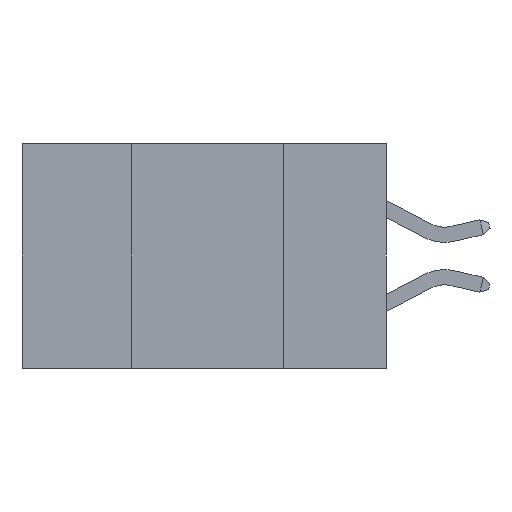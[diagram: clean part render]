
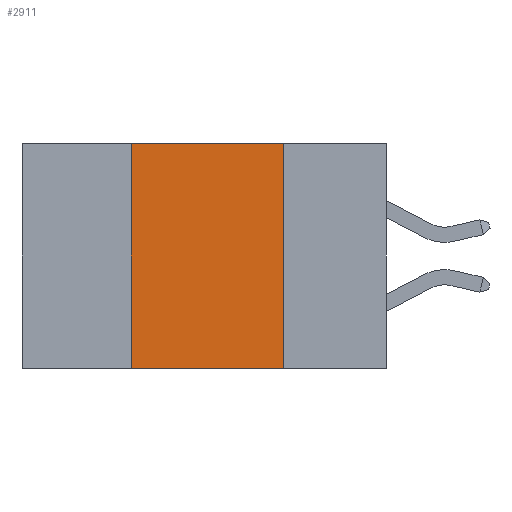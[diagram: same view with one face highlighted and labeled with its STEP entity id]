
A CAD part, left-side view. The second image highlights one B-rep face of the part: STEP entity #2911.
In plain terms, the highlighted planar face has unit normal (-1, 0, 0).
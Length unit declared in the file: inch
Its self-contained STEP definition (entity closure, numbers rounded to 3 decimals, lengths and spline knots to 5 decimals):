
#642 = CARTESIAN_POINT ( 'NONE',  ( 0., 0.17, 0. ) ) ;
#1981 = CARTESIAN_POINT ( 'NONE',  ( 0., 0.42, -0.37 ) ) ;
#2410 = EDGE_CURVE ( 'NONE', #3100, #17329, #3866, .T. ) ;
#2859 = CARTESIAN_POINT ( 'NONE',  ( 0., 0.6, 0. ) ) ;
#2911 = ADVANCED_FACE ( 'NONE', ( #11626 ), #8519, .F. ) ;
#3100 = VERTEX_POINT ( 'NONE', #642 ) ;
#3612 = EDGE_CURVE ( 'NONE', #4676, #17329, #9648, .T. ) ;
#3742 = CARTESIAN_POINT ( 'NONE',  ( 0., 0.42, -0.37 ) ) ;
#3866 = LINE ( 'NONE', #4059, #10397 ) ;
#4059 = CARTESIAN_POINT ( 'NONE',  ( 0., 0.17, -0.37 ) ) ;
#4393 = CARTESIAN_POINT ( 'NONE',  ( 0., 0.6, 0. ) ) ;
#4676 = VERTEX_POINT ( 'NONE', #3742 ) ;
#5496 = VECTOR ( 'NONE', #14119, 39.37008 ) ;
#6645 = DIRECTION ( 'NONE',  ( 0., 0., 1. ) ) ;
#7814 = LINE ( 'NONE', #1981, #15203 ) ;
#8519 = PLANE ( 'NONE',  #8861 ) ;
#8521 = ORIENTED_EDGE ( 'NONE', *, *, #2410, .F. ) ;
#8861 = AXIS2_PLACEMENT_3D ( 'NONE', #2859, #13096, #14453 ) ;
#9073 = EDGE_CURVE ( 'NONE', #12103, #3100, #11793, .T. ) ;
#9280 = ORIENTED_EDGE ( 'NONE', *, *, #15962, .F. ) ;
#9648 = LINE ( 'NONE', #11004, #5496 ) ;
#9818 = DIRECTION ( 'NONE',  ( 0., 0., -1. ) ) ;
#10397 = VECTOR ( 'NONE', #9818, 39.37008 ) ;
#10540 = CARTESIAN_POINT ( 'NONE',  ( 0., 0.17, -0.37 ) ) ;
#10890 = CARTESIAN_POINT ( 'NONE',  ( 0., 0.42, 0. ) ) ;
#11004 = CARTESIAN_POINT ( 'NONE',  ( 0., 0.6, -0.37 ) ) ;
#11012 = VECTOR ( 'NONE', #17627, 39.37008 ) ;
#11626 = FACE_OUTER_BOUND ( 'NONE', #15897, .T. ) ;
#11793 = LINE ( 'NONE', #4393, #11012 ) ;
#12103 = VERTEX_POINT ( 'NONE', #10890 ) ;
#13096 = DIRECTION ( 'NONE',  ( 1., 0., 0. ) ) ;
#14119 = DIRECTION ( 'NONE',  ( 0., -1., 0. ) ) ;
#14453 = DIRECTION ( 'NONE',  ( 0., 0., -1. ) ) ;
#15203 = VECTOR ( 'NONE', #6645, 39.37008 ) ;
#15550 = ORIENTED_EDGE ( 'NONE', *, *, #9073, .F. ) ;
#15678 = ORIENTED_EDGE ( 'NONE', *, *, #3612, .T. ) ;
#15897 = EDGE_LOOP ( 'NONE', ( #8521, #15550, #9280, #15678 ) ) ;
#15962 = EDGE_CURVE ( 'NONE', #4676, #12103, #7814, .T. ) ;
#17329 = VERTEX_POINT ( 'NONE', #10540 ) ;
#17627 = DIRECTION ( 'NONE',  ( 0., -1., 0. ) ) ;
